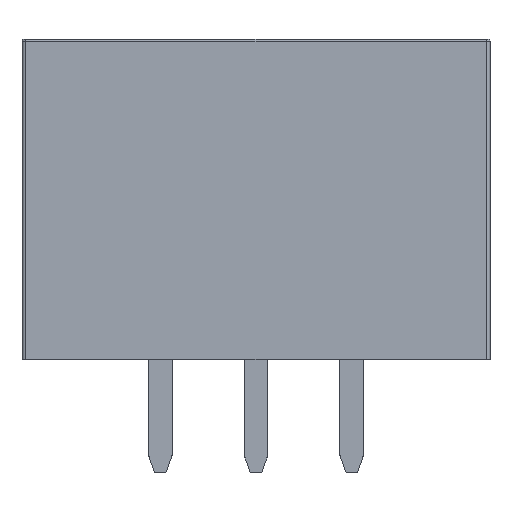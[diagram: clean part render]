
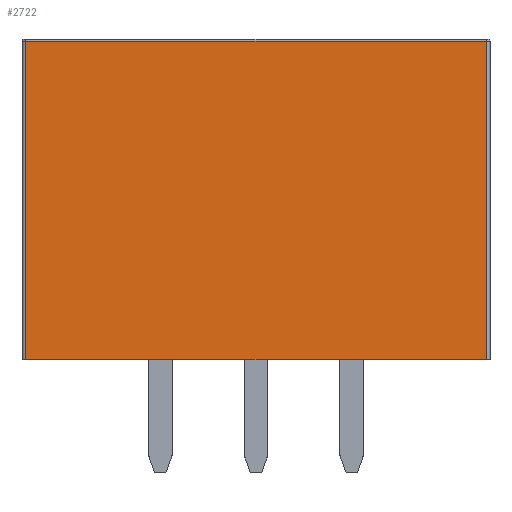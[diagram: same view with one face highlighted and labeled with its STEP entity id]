
A CAD part, top view. The second image highlights one B-rep face of the part: STEP entity #2722.
In plain terms, the highlighted planar face has unit normal (0, 0, 1).
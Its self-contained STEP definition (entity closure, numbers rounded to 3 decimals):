
#103 = DIRECTION ( 'NONE',  ( 0., -1., 0. ) ) ;
#290 = CARTESIAN_POINT ( 'NONE',  ( 6.21, 8.45, 3.55 ) ) ;
#343 = CARTESIAN_POINT ( 'NONE',  ( 6.11, 8.45, 3.55 ) ) ;
#444 = CARTESIAN_POINT ( 'NONE',  ( -6.11, 8.45, 3.55 ) ) ;
#523 = CARTESIAN_POINT ( 'NONE',  ( 6.11, 0., 3.55 ) ) ;
#604 = VECTOR ( 'NONE', #103, 1000. ) ;
#614 = CARTESIAN_POINT ( 'NONE',  ( 6.21, 0., 3.55 ) ) ;
#685 = AXIS2_PLACEMENT_3D ( 'NONE', #1751, #1207, #2505 ) ;
#745 = EDGE_CURVE ( 'NONE', #1446, #2887, #3186, .T. ) ;
#771 = ORIENTED_EDGE ( 'NONE', *, *, #1874, .F. ) ;
#892 = ORIENTED_EDGE ( 'NONE', *, *, #745, .T. ) ;
#966 = ORIENTED_EDGE ( 'NONE', *, *, #2482, .T. ) ;
#989 = VERTEX_POINT ( 'NONE', #523 ) ;
#1048 = DIRECTION ( 'NONE',  ( -1., 0., 0. ) ) ;
#1138 = DIRECTION ( 'NONE',  ( -1., 0., 0. ) ) ;
#1177 = FACE_OUTER_BOUND ( 'NONE', #2204, .T. ) ;
#1207 = DIRECTION ( 'NONE',  ( 0., 0., 1. ) ) ;
#1337 = CARTESIAN_POINT ( 'NONE',  ( -6.11, 0., 3.55 ) ) ;
#1446 = VERTEX_POINT ( 'NONE', #444 ) ;
#1449 = PLANE ( 'NONE',  #685 ) ;
#1751 = CARTESIAN_POINT ( 'NONE',  ( 6.21, 8.5, 3.55 ) ) ;
#1758 = ORIENTED_EDGE ( 'NONE', *, *, #2884, .T. ) ;
#1824 = LINE ( 'NONE', #614, #2182 ) ;
#1874 = EDGE_CURVE ( 'NONE', #989, #2887, #1824, .T. ) ;
#2069 = LINE ( 'NONE', #290, #2509 ) ;
#2182 = VECTOR ( 'NONE', #1138, 1000. ) ;
#2204 = EDGE_LOOP ( 'NONE', ( #966, #1758, #892, #771 ) ) ;
#2300 = DIRECTION ( 'NONE',  ( 0., 1., 0. ) ) ;
#2482 = EDGE_CURVE ( 'NONE', #989, #3079, #3121, .T. ) ;
#2505 = DIRECTION ( 'NONE',  ( 1., 0., 0. ) ) ;
#2509 = VECTOR ( 'NONE', #1048, 1000. ) ;
#2709 = VECTOR ( 'NONE', #2300, 1000. ) ;
#2722 = ADVANCED_FACE ( 'NONE', ( #1177 ), #1449, .T. ) ;
#2884 = EDGE_CURVE ( 'NONE', #3079, #1446, #2069, .T. ) ;
#2887 = VERTEX_POINT ( 'NONE', #1337 ) ;
#3079 = VERTEX_POINT ( 'NONE', #343 ) ;
#3085 = CARTESIAN_POINT ( 'NONE',  ( 6.11, 8.5, 3.55 ) ) ;
#3121 = LINE ( 'NONE', #3085, #2709 ) ;
#3186 = LINE ( 'NONE', #3224, #604 ) ;
#3224 = CARTESIAN_POINT ( 'NONE',  ( -6.11, 8.5, 3.55 ) ) ;
